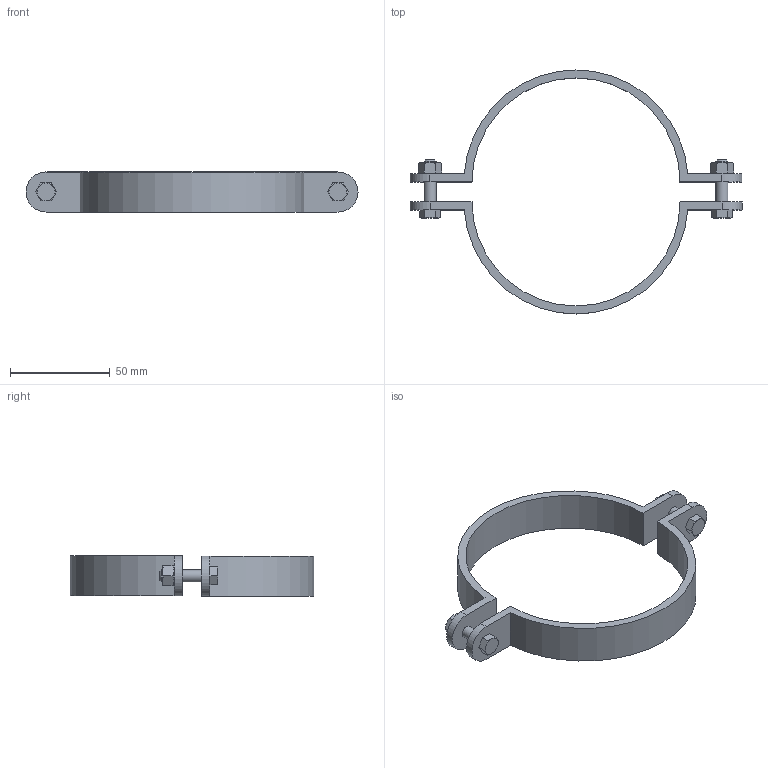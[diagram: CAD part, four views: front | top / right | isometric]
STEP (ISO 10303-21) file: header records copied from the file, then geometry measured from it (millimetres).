
FILE_DESCRIPTION(/* description */ (''),/* implementation_level */ '2;1');
FILE_NAME(/* name */ '23710100000.stp',/* time_stamp */ '2016-03-09T08:54:47+01:00',/* author */ ('Strustka'),/* organization */ ('BUPOSPOL'),/* preprocessor_version */ 'ST-DEVELOPER v15.6',/* originating_system */ 'Autodesk Inventor 2015',/* authorisation */ '');
FILE_SCHEMA (('CONFIG_CONTROL_DESIGN'));
Length unit declared in the file: millimetre
Products named in the file (4): Objímka - díl DN100; CSN 02 1207 - M6x1 x 25; ISO 4033 - M6CSN EN; 23710100000
Assembly tree (6 placements, depth 2):
  23710100000
    Objímka - díl DN100  x2
    CSN 02 1207 - M6x1 x 25  x2
    ISO 4033 - M6CSN EN  x2
Bounding box: 166 x 122 x 20 mm (x, y, z)
Volume: 37387.8 mm3; surface area: 23655.7 mm2
Topology: 6 solids, 6 shells, 106 faces, 238 edges, 146 vertices
Faces by surface type: plane 46, cone 42, cylinder 16, torus 2
Full cylindrical faces by diameter (mm): 4.917 x2, 6 x6
Entity records: 1511 total; most frequent: CARTESIAN_POINT 313, DIRECTION 236, ORIENTED_EDGE 216, EDGE_CURVE 108, AXIS2_PLACEMENT_3D 101, VERTEX_POINT 70, EDGE_LOOP 68, FACE_OUTER_BOUND 53
